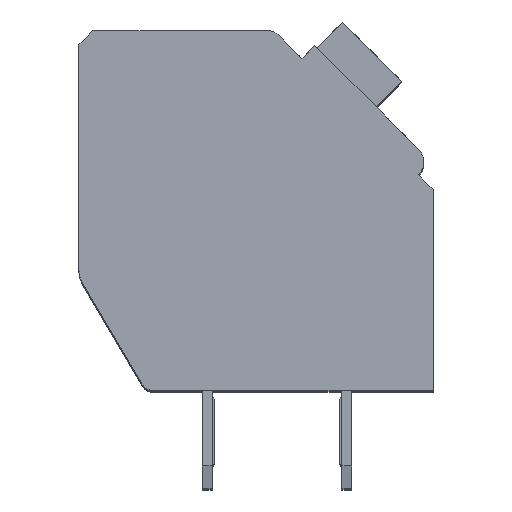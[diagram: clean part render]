
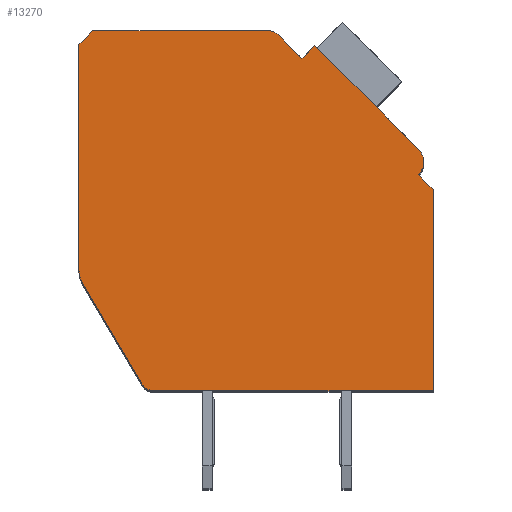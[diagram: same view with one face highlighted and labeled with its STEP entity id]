
A CAD part, top view. The second image highlights one B-rep face of the part: STEP entity #13270.
In plain terms, the highlighted planar face has unit normal (0, 0, 1).
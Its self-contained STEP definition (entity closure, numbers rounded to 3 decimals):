
#316=DIRECTION('',(0.,-1.,0.));
#317=VECTOR('',#316,8.053);
#318=CARTESIAN_POINT('',(-12.7,12.4,2.1));
#319=LINE('',#318,#317);
#320=DIRECTION('',(-0.707,-0.707,0.));
#321=VECTOR('',#320,0.707);
#322=CARTESIAN_POINT('',(-12.2,12.9,2.1));
#323=LINE('',#322,#321);
#324=DIRECTION('',(-1.,0.,0.));
#325=VECTOR('',#324,6.298);
#326=CARTESIAN_POINT('',(-5.902,12.9,2.1));
#327=LINE('',#326,#325);
#328=CARTESIAN_POINT('',(-5.902,12.4,2.1));
#329=DIRECTION('',(0.,0.,1.));
#330=DIRECTION('',(0.707,0.707,0.));
#331=AXIS2_PLACEMENT_3D('',#328,#329,#330);
#333=DIRECTION('',(-0.707,0.707,0.));
#334=VECTOR('',#333,1.197);
#335=CARTESIAN_POINT('',(-4.702,11.907,2.1));
#336=LINE('',#335,#334);
#337=DIRECTION('',(-0.707,-0.707,0.));
#338=VECTOR('',#337,0.65);
#339=CARTESIAN_POINT('',(-4.243,12.367,2.1));
#340=LINE('',#339,#338);
#341=DIRECTION('',(-0.707,0.707,0.));
#342=VECTOR('',#341,5.25);
#343=CARTESIAN_POINT('',(-0.53,8.655,2.1));
#344=LINE('',#343,#342);
#345=CARTESIAN_POINT('',(-0.99,8.195,2.1));
#346=DIRECTION('',(0.,0.,1.));
#347=DIRECTION('',(0.707,-0.707,0.));
#348=AXIS2_PLACEMENT_3D('',#345,#346,#347);
#350=DIRECTION('',(-0.707,0.707,0.));
#351=VECTOR('',#350,0.75);
#352=CARTESIAN_POINT('',(0.,7.205,2.1));
#353=LINE('',#352,#351);
#354=DIRECTION('',(0.,1.,0.));
#355=VECTOR('',#354,7.205);
#356=CARTESIAN_POINT('',(0.,0.,2.1));
#357=LINE('',#356,#355);
#358=DIRECTION('',(1.,0.,0.));
#359=VECTOR('',#358,10.014);
#360=CARTESIAN_POINT('',(-10.014,0.,2.1));
#361=LINE('',#360,#359);
#362=CARTESIAN_POINT('',(-10.014,0.5,2.1));
#363=DIRECTION('',(0.,0.,1.));
#364=DIRECTION('',(-0.862,-0.508,0.));
#365=AXIS2_PLACEMENT_3D('',#362,#363,#364);
#367=DIRECTION('',(0.508,-0.862,0.));
#368=VECTOR('',#367,4.17);
#369=CARTESIAN_POINT('',(-12.562,3.839,2.1));
#370=LINE('',#369,#368);
#371=CARTESIAN_POINT('',(-11.7,4.347,2.1));
#372=DIRECTION('',(0.,0.,1.));
#373=DIRECTION('',(-1.,0.,0.));
#374=AXIS2_PLACEMENT_3D('',#371,#372,#373);
#9937=CARTESIAN_POINT('',(-12.7,12.4,2.1));
#9938=CARTESIAN_POINT('',(-12.7,4.347,2.1));
#9939=VERTEX_POINT('',#9937);
#9940=VERTEX_POINT('',#9938);
#9941=CARTESIAN_POINT('',(-12.562,3.839,2.1));
#9942=VERTEX_POINT('',#9941);
#9943=CARTESIAN_POINT('',(-10.445,0.246,2.1));
#9944=VERTEX_POINT('',#9943);
#9945=CARTESIAN_POINT('',(-10.014,0.,2.1));
#9946=VERTEX_POINT('',#9945);
#9947=CARTESIAN_POINT('',(0.,0.,2.1));
#9948=VERTEX_POINT('',#9947);
#9949=CARTESIAN_POINT('',(0.,7.205,2.1));
#9950=VERTEX_POINT('',#9949);
#9951=CARTESIAN_POINT('',(-0.53,7.735,2.1));
#9952=VERTEX_POINT('',#9951);
#9953=CARTESIAN_POINT('',(-0.53,8.655,2.1));
#9954=VERTEX_POINT('',#9953);
#9955=CARTESIAN_POINT('',(-4.243,12.367,2.1));
#9956=VERTEX_POINT('',#9955);
#9957=CARTESIAN_POINT('',(-4.702,11.907,2.1));
#9958=VERTEX_POINT('',#9957);
#9959=CARTESIAN_POINT('',(-5.548,12.754,2.1));
#9960=VERTEX_POINT('',#9959);
#9961=CARTESIAN_POINT('',(-5.902,12.9,2.1));
#9962=VERTEX_POINT('',#9961);
#9963=CARTESIAN_POINT('',(-12.2,12.9,2.1));
#9964=VERTEX_POINT('',#9963);
#13237=CARTESIAN_POINT('',(0.,0.,2.1));
#13238=DIRECTION('',(0.,0.,1.));
#13239=DIRECTION('',(1.,0.,0.));
#13240=AXIS2_PLACEMENT_3D('',#13237,#13238,#13239);
#13241=PLANE('',#13240);
#13242=ORIENTED_EDGE('',*,*,#12967,.F.);
#13244=ORIENTED_EDGE('',*,*,#13243,.F.);
#13246=ORIENTED_EDGE('',*,*,#13245,.F.);
#13248=ORIENTED_EDGE('',*,*,#13247,.F.);
#13250=ORIENTED_EDGE('',*,*,#13249,.F.);
#13252=ORIENTED_EDGE('',*,*,#13251,.F.);
#13254=ORIENTED_EDGE('',*,*,#13253,.F.);
#13256=ORIENTED_EDGE('',*,*,#13255,.F.);
#13258=ORIENTED_EDGE('',*,*,#13257,.F.);
#13260=ORIENTED_EDGE('',*,*,#13259,.F.);
#13262=ORIENTED_EDGE('',*,*,#13261,.F.);
#13264=ORIENTED_EDGE('',*,*,#13263,.F.);
#13266=ORIENTED_EDGE('',*,*,#13265,.F.);
#13267=ORIENTED_EDGE('',*,*,#13080,.F.);
#13268=EDGE_LOOP('',(#13242,#13244,#13246,#13248,#13250,#13252,#13254,#13256,
#13258,#13260,#13262,#13264,#13266,#13267));
#13269=FACE_OUTER_BOUND('',#13268,.F.);
#332=CIRCLE('',#331,0.5);
#349=CIRCLE('',#348,0.65);
#366=CIRCLE('',#365,0.5);
#375=CIRCLE('',#374,1.);
#12967=EDGE_CURVE('',#9939,#9940,#319,.T.);
#13080=EDGE_CURVE('',#9940,#9942,#375,.T.);
#13243=EDGE_CURVE('',#9964,#9939,#323,.T.);
#13245=EDGE_CURVE('',#9962,#9964,#327,.T.);
#13247=EDGE_CURVE('',#9960,#9962,#332,.T.);
#13249=EDGE_CURVE('',#9958,#9960,#336,.T.);
#13251=EDGE_CURVE('',#9956,#9958,#340,.T.);
#13253=EDGE_CURVE('',#9954,#9956,#344,.T.);
#13255=EDGE_CURVE('',#9952,#9954,#349,.T.);
#13257=EDGE_CURVE('',#9950,#9952,#353,.T.);
#13259=EDGE_CURVE('',#9948,#9950,#357,.T.);
#13261=EDGE_CURVE('',#9946,#9948,#361,.T.);
#13263=EDGE_CURVE('',#9944,#9946,#366,.T.);
#13265=EDGE_CURVE('',#9942,#9944,#370,.T.);
#13270=ADVANCED_FACE('',(#13269),#13241,.T.);
